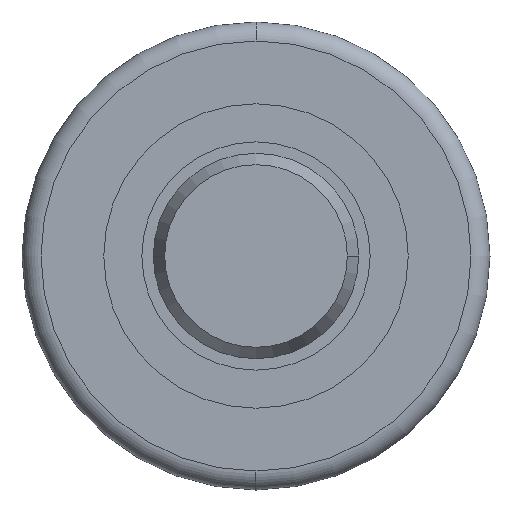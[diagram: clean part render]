
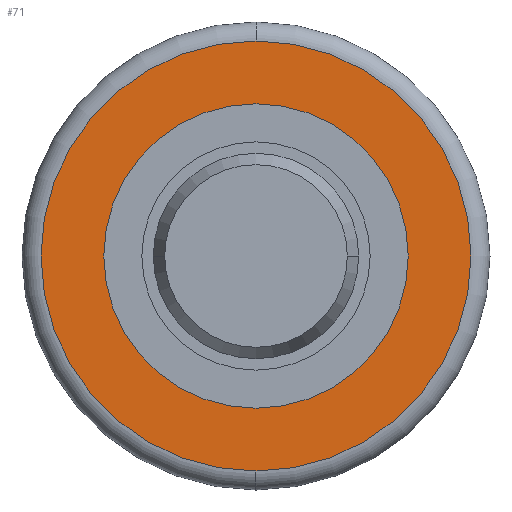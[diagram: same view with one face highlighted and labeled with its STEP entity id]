
A CAD part, left-side view. The second image highlights one B-rep face of the part: STEP entity #71.
In plain terms, the highlighted planar face has unit normal (-1, 0, 0).
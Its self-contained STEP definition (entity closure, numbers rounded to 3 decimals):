
#71=ADVANCED_FACE('',(#136,#137),#138,.T.);
#136=FACE_OUTER_BOUND('',#217,.T.);
#137=FACE_BOUND('',#218,.T.);
#138=PLANE('',#219);
#217=EDGE_LOOP('',(#439,#440,#441));
#218=EDGE_LOOP('',(#442,#443));
#219=AXIS2_PLACEMENT_3D('',#444,#445,#446);
#439=ORIENTED_EDGE('',*,*,#561,.T.);
#440=ORIENTED_EDGE('',*,*,#620,.T.);
#441=ORIENTED_EDGE('',*,*,#562,.T.);
#442=ORIENTED_EDGE('',*,*,#556,.F.);
#443=ORIENTED_EDGE('',*,*,#621,.F.);
#444=CARTESIAN_POINT('',(14.0,28.25,0.));
#445=DIRECTION('',(-1.0,0.,0.));
#446=DIRECTION('',(0.,1.0,0.));
#556=EDGE_CURVE('',#660,#656,#662,.T.);
#561=EDGE_CURVE('',#672,#670,#673,.T.);
#562=EDGE_CURVE('',#664,#672,#674,.T.);
#620=EDGE_CURVE('',#670,#664,#769,.T.);
#621=EDGE_CURVE('',#656,#660,#770,.T.);
#656=VERTEX_POINT('',#811);
#660=VERTEX_POINT('',#816);
#662=CIRCLE('',#819,40.0);
#664=VERTEX_POINT('',#821);
#670=VERTEX_POINT('',#827);
#672=VERTEX_POINT('',#829);
#673=CIRCLE('',#830,56.5);
#674=CIRCLE('',#831,56.5);
#769=CIRCLE('',#1137,56.5);
#770=CIRCLE('',#1138,40.0);
#811=CARTESIAN_POINT('',(14.0,0.,-40.0));
#816=CARTESIAN_POINT('',(14.0,0.,40.0));
#819=AXIS2_PLACEMENT_3D('',#1177,#1178,#1179);
#821=CARTESIAN_POINT('',(14.0,0.,56.5));
#827=CARTESIAN_POINT('',(14.0,0.,-56.5));
#829=CARTESIAN_POINT('',(14.0,56.5,0.));
#830=AXIS2_PLACEMENT_3D('',#1192,#1193,#1194);
#831=AXIS2_PLACEMENT_3D('',#1195,#1196,#1197);
#1137=AXIS2_PLACEMENT_3D('',#1291,#1292,#1293);
#1138=AXIS2_PLACEMENT_3D('',#1294,#1295,#1296);
#1177=CARTESIAN_POINT('',(14.0,0.0,0.0));
#1178=DIRECTION('',(-1.0,0.,0.));
#1179=DIRECTION('',(0.,0.,-1.0));
#1192=CARTESIAN_POINT('',(14.0,0.0,0.));
#1193=DIRECTION('',(-1.0,0.0,0.));
#1194=DIRECTION('',(0.0,1.0,0.0));
#1195=CARTESIAN_POINT('',(14.0,0.0,0.));
#1196=DIRECTION('',(-1.0,0.0,0.));
#1197=DIRECTION('',(0.0,1.0,0.0));
#1291=CARTESIAN_POINT('',(14.0,0.0,0.));
#1292=DIRECTION('',(-1.0,0.0,0.));
#1293=DIRECTION('',(0.0,1.0,0.0));
#1294=CARTESIAN_POINT('',(14.0,0.0,0.0));
#1295=DIRECTION('',(-1.0,0.,0.));
#1296=DIRECTION('',(0.,0.,-1.0));
